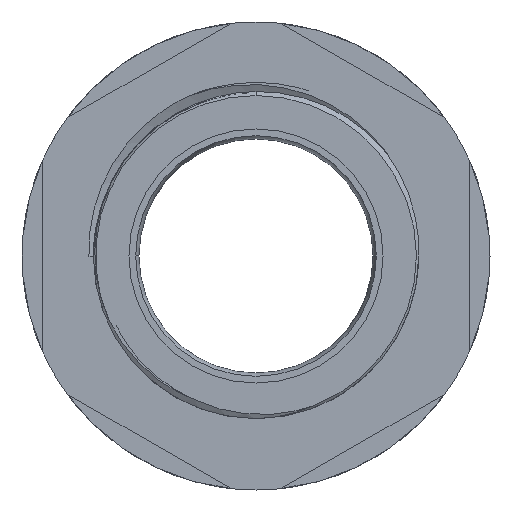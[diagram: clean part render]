
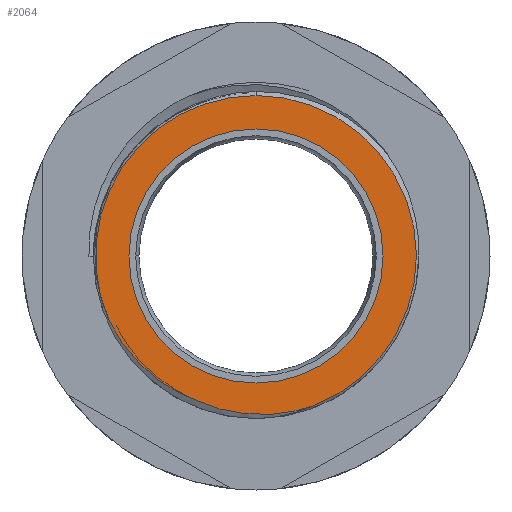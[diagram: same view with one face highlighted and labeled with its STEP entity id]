
A CAD part, front view. The second image highlights one B-rep face of the part: STEP entity #2064.
In plain terms, the highlighted planar face has unit normal (0, -1, 0).
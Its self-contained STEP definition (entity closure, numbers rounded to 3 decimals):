
#103 = ORIENTED_EDGE ( 'NONE', *, *, #7867, .T. ) ;
#510 = VERTEX_POINT ( 'NONE', #6642 ) ;
#594 = CARTESIAN_POINT ( 'NONE',  ( -9.415, -8., -7.307 ) ) ;
#870 = DIRECTION ( 'NONE',  ( 0., -1., 0. ) ) ;
#1074 = AXIS2_PLACEMENT_3D ( 'NONE', #4945, #4936, #4931 ) ;
#1131 = CARTESIAN_POINT ( 'NONE',  ( 0., -8., 0. ) ) ;
#1259 = CIRCLE ( 'NONE', #6012, 12. ) ;
#1335 = DIRECTION ( 'NONE',  ( 0., 0., 1. ) ) ;
#1391 = DIRECTION ( 'NONE',  ( 0., 1., 0. ) ) ;
#1585 = FACE_BOUND ( 'NONE', #9079, .T. ) ;
#1599 = CARTESIAN_POINT ( 'NONE',  ( -7.822, -8., -8.892 ) ) ;
#1769 = PLANE ( 'NONE',  #3990 ) ;
#1827 = CARTESIAN_POINT ( 'NONE',  ( 0., -8., 0. ) ) ;
#1861 = CARTESIAN_POINT ( 'NONE',  ( -4.555, -8., -10.761 ) ) ;
#1902 = CARTESIAN_POINT ( 'NONE',  ( -3.147, -8., -11.316 ) ) ;
#1924 = AXIS2_PLACEMENT_3D ( 'NONE', #1131, #7887, #2093 ) ;
#2064 = ADVANCED_FACE ( 'NONE', ( #1585, #6692 ), #1769, .F. ) ;
#2093 = DIRECTION ( 'NONE',  ( 0., 0., 1. ) ) ;
#2554 = CARTESIAN_POINT ( 'NONE',  ( -5.938, -8., -10.155 ) ) ;
#2664 = AXIS2_PLACEMENT_3D ( 'NONE', #10855, #5178, #11770 ) ;
#2851 = VERTEX_POINT ( 'NONE', #6469 ) ;
#2862 = CARTESIAN_POINT ( 'NONE',  ( -1.681, -8., -11.698 ) ) ;
#2864 = B_SPLINE_CURVE_WITH_KNOTS ( 'NONE', 3,
 ( #4449, #9244, #5389, #11983, #6374, #594, #7359, #1599, #8323, #2554, #9285, #3547 ),
 .UNSPECIFIED., .F., .F.,
 ( 4, 2, 2, 2, 2, 4 ),
 ( 0.004, 0.006, 0.007, 0.009, 0.011, 0.014 ),
 .UNSPECIFIED. ) ;
#2976 = VERTEX_POINT ( 'NONE', #5840 ) ;
#3055 = EDGE_LOOP ( 'NONE', ( #10225, #6281, #103, #7182 ) ) ;
#3176 = EDGE_CURVE ( 'NONE', #11454, #2976, #9648, .T. ) ;
#3218 = VERTEX_POINT ( 'NONE', #3944 ) ;
#3547 = CARTESIAN_POINT ( 'NONE',  ( -4.555, -8., -10.761 ) ) ;
#3694 = CIRCLE ( 'NONE', #2664, 9.5 ) ;
#3840 = CARTESIAN_POINT ( 'NONE',  ( 0.184, -8., -11.861 ) ) ;
#3944 = CARTESIAN_POINT ( 'NONE',  ( 0., -8., 12. ) ) ;
#3990 = AXIS2_PLACEMENT_3D ( 'NONE', #1827, #1391, #1335 ) ;
#4449 = CARTESIAN_POINT ( 'NONE',  ( -11.016, -8., -4.76 ) ) ;
#4558 = B_SPLINE_CURVE_WITH_KNOTS ( 'NONE', 3,
 ( #1861, #10442, #7675, #1902, #8620, #2862, #9571, #3840, #10476, #4787, #11402, #5742, #12291, #6733 ),
 .UNSPECIFIED., .F., .F.,
 ( 4, 2, 2, 2, 2, 2, 4 ),
 ( 0., 0.001, 0.002, 0.005, 0.006, 0.007, 0.009 ),
 .UNSPECIFIED. ) ;
#4687 = EDGE_CURVE ( 'NONE', #9230, #3218, #1259, .T. ) ;
#4787 = CARTESIAN_POINT ( 'NONE',  ( 1.315, -8., -11.828 ) ) ;
#4857 = EDGE_CURVE ( 'NONE', #3218, #510, #7750, .T. ) ;
#4931 = DIRECTION ( 'NONE',  ( 0., 0., -1. ) ) ;
#4936 = DIRECTION ( 'NONE',  ( 0., -1., 0. ) ) ;
#4945 = CARTESIAN_POINT ( 'NONE',  ( 0., -8., 0. ) ) ;
#5178 = DIRECTION ( 'NONE',  ( 0., -1., 0. ) ) ;
#5389 = CARTESIAN_POINT ( 'NONE',  ( -10.678, -8., -5.429 ) ) ;
#5742 = CARTESIAN_POINT ( 'NONE',  ( 2.811, -8., -11.636 ) ) ;
#5840 = CARTESIAN_POINT ( 'NONE',  ( 0., -8., -9.5 ) ) ;
#6012 = AXIS2_PLACEMENT_3D ( 'NONE', #6653, #870, #7642 ) ;
#6281 = ORIENTED_EDGE ( 'NONE', *, *, #4857, .T. ) ;
#6374 = CARTESIAN_POINT ( 'NONE',  ( -10.082, -8., -6.396 ) ) ;
#6469 = CARTESIAN_POINT ( 'NONE',  ( -4.555, -8., -10.761 ) ) ;
#6470 = EDGE_CURVE ( 'NONE', #2976, #11454, #3694, .T. ) ;
#6539 = CARTESIAN_POINT ( 'NONE',  ( 0., -8., 9.5 ) ) ;
#6627 = ORIENTED_EDGE ( 'NONE', *, *, #6470, .F. ) ;
#6642 = CARTESIAN_POINT ( 'NONE',  ( -11.016, -8., -4.76 ) ) ;
#6653 = CARTESIAN_POINT ( 'NONE',  ( 0., -8., 0. ) ) ;
#6692 = FACE_OUTER_BOUND ( 'NONE', #3055, .T. ) ;
#6733 = CARTESIAN_POINT ( 'NONE',  ( 4.251, -8., -11.222 ) ) ;
#7182 = ORIENTED_EDGE ( 'NONE', *, *, #9202, .T. ) ;
#7359 = CARTESIAN_POINT ( 'NONE',  ( -8.918, -8., -7.867 ) ) ;
#7642 = DIRECTION ( 'NONE',  ( 0., 0., 1. ) ) ;
#7675 = CARTESIAN_POINT ( 'NONE',  ( -3.861, -8., -11.064 ) ) ;
#7750 = CIRCLE ( 'NONE', #1924, 12. ) ;
#7867 = EDGE_CURVE ( 'NONE', #510, #2851, #2864, .T. ) ;
#7887 = DIRECTION ( 'NONE',  ( 0., -1., 0. ) ) ;
#8323 = CARTESIAN_POINT ( 'NONE',  ( -7.215, -8., -9.358 ) ) ;
#8620 = CARTESIAN_POINT ( 'NONE',  ( -2.783, -8., -11.425 ) ) ;
#9079 = EDGE_LOOP ( 'NONE', ( #6627, #11987 ) ) ;
#9202 = EDGE_CURVE ( 'NONE', #2851, #9230, #4558, .T. ) ;
#9230 = VERTEX_POINT ( 'NONE', #11442 ) ;
#9244 = CARTESIAN_POINT ( 'NONE',  ( -10.855, -8., -5.098 ) ) ;
#9285 = CARTESIAN_POINT ( 'NONE',  ( -5.265, -8., -10.49 ) ) ;
#9571 = CARTESIAN_POINT ( 'NONE',  ( -0.939, -8., -11.806 ) ) ;
#9648 = CIRCLE ( 'NONE', #1074, 9.5 ) ;
#10225 = ORIENTED_EDGE ( 'NONE', *, *, #4687, .T. ) ;
#10442 = CARTESIAN_POINT ( 'NONE',  ( -4.211, -8., -10.921 ) ) ;
#10476 = CARTESIAN_POINT ( 'NONE',  ( 0.56, -8., -11.862 ) ) ;
#10855 = CARTESIAN_POINT ( 'NONE',  ( 0., -8., 0. ) ) ;
#11402 = CARTESIAN_POINT ( 'NONE',  ( 1.693, -8., -11.793 ) ) ;
#11442 = CARTESIAN_POINT ( 'NONE',  ( 4.251, -8., -11.222 ) ) ;
#11454 = VERTEX_POINT ( 'NONE', #6539 ) ;
#11770 = DIRECTION ( 'NONE',  ( 0., 0., -1. ) ) ;
#11983 = CARTESIAN_POINT ( 'NONE',  ( -10.292, -8., -6.078 ) ) ;
#11987 = ORIENTED_EDGE ( 'NONE', *, *, #3176, .F. ) ;
#12291 = CARTESIAN_POINT ( 'NONE',  ( 3.539, -8., -11.463 ) ) ;
